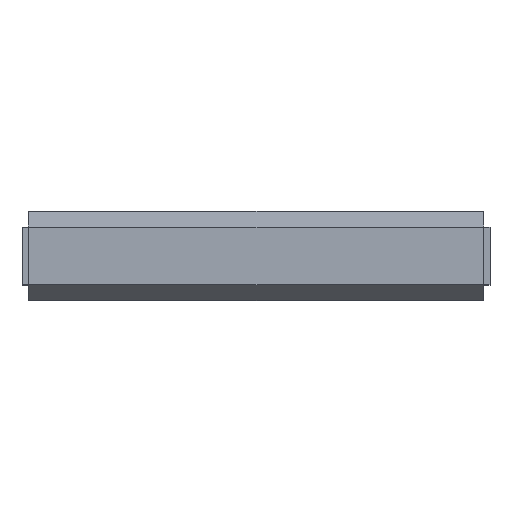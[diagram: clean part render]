
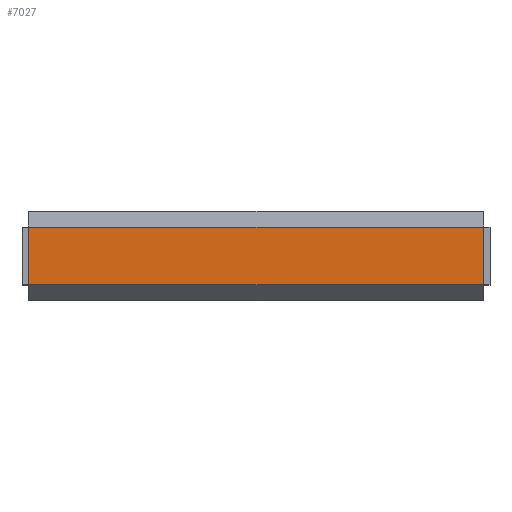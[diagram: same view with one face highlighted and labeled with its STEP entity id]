
A CAD part, top view. The second image highlights one B-rep face of the part: STEP entity #7027.
In plain terms, the highlighted planar face has unit normal (0, 0, 1).
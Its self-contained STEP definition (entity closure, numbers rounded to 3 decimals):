
#6927=AXIS2_PLACEMENT_3D('Plane Axis2P3D',#6924,#6925,#6926) ;
#6924=CARTESIAN_POINT('Axis2P3D Location',(13.9,2.3,23.022)) ;
#6929=CARTESIAN_POINT('Line Origine',(14.4,1.4,23.022)) ;
#6933=CARTESIAN_POINT('Vertex',(14.4,0.5,23.022)) ;
#6935=CARTESIAN_POINT('Vertex',(14.4,2.3,23.022)) ;
#6938=CARTESIAN_POINT('Line Origine',(14.15,2.3,23.022)) ;
#6942=CARTESIAN_POINT('Vertex',(13.9,2.3,23.022)) ;
#6945=CARTESIAN_POINT('Line Origine',(13.15,2.3,23.022)) ;
#6949=CARTESIAN_POINT('Vertex',(12.4,2.3,23.022)) ;
#6952=CARTESIAN_POINT('Line Origine',(7.3,2.3,23.022)) ;
#6956=CARTESIAN_POINT('Vertex',(2.2,2.3,23.022)) ;
#6959=CARTESIAN_POINT('Line Origine',(1.45,2.3,23.022)) ;
#6963=CARTESIAN_POINT('Vertex',(0.7,2.3,23.022)) ;
#6966=CARTESIAN_POINT('Line Origine',(0.45,2.3,23.022)) ;
#6970=CARTESIAN_POINT('Vertex',(0.2,2.3,23.022)) ;
#6973=CARTESIAN_POINT('Line Origine',(0.2,1.4,23.022)) ;
#6977=CARTESIAN_POINT('Vertex',(0.2,0.5,23.022)) ;
#6980=CARTESIAN_POINT('Line Origine',(0.45,0.5,23.022)) ;
#6984=CARTESIAN_POINT('Vertex',(0.7,0.5,23.022)) ;
#6987=CARTESIAN_POINT('Line Origine',(1.45,0.5,23.022)) ;
#6991=CARTESIAN_POINT('Vertex',(2.2,0.5,23.022)) ;
#6994=CARTESIAN_POINT('Line Origine',(7.3,0.5,23.022)) ;
#6998=CARTESIAN_POINT('Vertex',(12.4,0.5,23.022)) ;
#7001=CARTESIAN_POINT('Line Origine',(13.15,0.5,23.022)) ;
#7005=CARTESIAN_POINT('Vertex',(13.9,0.5,23.022)) ;
#7008=CARTESIAN_POINT('Line Origine',(14.15,0.5,23.022)) ;
#6925=DIRECTION('Axis2P3D Direction',(0.,0.,-1.)) ;
#6926=DIRECTION('Axis2P3D XDirection',(0.,-1.,0.)) ;
#6930=DIRECTION('Vector Direction',(0.,-1.,0.)) ;
#6939=DIRECTION('Vector Direction',(1.,0.,0.)) ;
#6946=DIRECTION('Vector Direction',(-1.,0.,0.)) ;
#6953=DIRECTION('Vector Direction',(1.,0.,0.)) ;
#6960=DIRECTION('Vector Direction',(1.,0.,0.)) ;
#6967=DIRECTION('Vector Direction',(-1.,0.,0.)) ;
#6974=DIRECTION('Vector Direction',(0.,-1.,0.)) ;
#6981=DIRECTION('Vector Direction',(-1.,0.,0.)) ;
#6988=DIRECTION('Vector Direction',(1.,0.,0.)) ;
#6995=DIRECTION('Vector Direction',(1.,0.,0.)) ;
#7002=DIRECTION('Vector Direction',(-1.,0.,0.)) ;
#7009=DIRECTION('Vector Direction',(1.,0.,0.)) ;
#6931=VECTOR('Line Direction',#6930,1.) ;
#6940=VECTOR('Line Direction',#6939,1.) ;
#6947=VECTOR('Line Direction',#6946,1.) ;
#6954=VECTOR('Line Direction',#6953,1.) ;
#6961=VECTOR('Line Direction',#6960,1.) ;
#6968=VECTOR('Line Direction',#6967,1.) ;
#6975=VECTOR('Line Direction',#6974,1.) ;
#6982=VECTOR('Line Direction',#6981,1.) ;
#6989=VECTOR('Line Direction',#6988,1.) ;
#6996=VECTOR('Line Direction',#6995,1.) ;
#7003=VECTOR('Line Direction',#7002,1.) ;
#7010=VECTOR('Line Direction',#7009,1.) ;
#7014=ORIENTED_EDGE('',*,*,#6937,.T.) ;
#7015=ORIENTED_EDGE('',*,*,#6944,.F.) ;
#7016=ORIENTED_EDGE('',*,*,#6951,.T.) ;
#7017=ORIENTED_EDGE('',*,*,#6958,.F.) ;
#7018=ORIENTED_EDGE('',*,*,#6965,.F.) ;
#7019=ORIENTED_EDGE('',*,*,#6972,.T.) ;
#7020=ORIENTED_EDGE('',*,*,#6979,.F.) ;
#7021=ORIENTED_EDGE('',*,*,#6986,.F.) ;
#7022=ORIENTED_EDGE('',*,*,#6993,.T.) ;
#7023=ORIENTED_EDGE('',*,*,#7000,.T.) ;
#7024=ORIENTED_EDGE('',*,*,#7007,.F.) ;
#7025=ORIENTED_EDGE('',*,*,#7012,.T.) ;
#7027=ADVANCED_FACE('Kunststoff',(#7026),#6928,.F.) ;
#6937=EDGE_CURVE('',#6934,#6936,#6932,.F.) ;
#6944=EDGE_CURVE('',#6943,#6936,#6941,.T.) ;
#6951=EDGE_CURVE('',#6943,#6950,#6948,.T.) ;
#6958=EDGE_CURVE('',#6957,#6950,#6955,.T.) ;
#6965=EDGE_CURVE('',#6964,#6957,#6962,.T.) ;
#6972=EDGE_CURVE('',#6964,#6971,#6969,.T.) ;
#6979=EDGE_CURVE('',#6978,#6971,#6976,.F.) ;
#6986=EDGE_CURVE('',#6985,#6978,#6983,.T.) ;
#6993=EDGE_CURVE('',#6985,#6992,#6990,.T.) ;
#7000=EDGE_CURVE('',#6992,#6999,#6997,.T.) ;
#7007=EDGE_CURVE('',#7006,#6999,#7004,.T.) ;
#7012=EDGE_CURVE('',#7006,#6934,#7011,.T.) ;
#7013=EDGE_LOOP('',(#7014,#7015,#7016,#7017,#7018,#7019,#7020,#7021,#7022,#7023,#7024,#7025)) ;
#7026=FACE_OUTER_BOUND('',#7013,.T.) ;
#6932=LINE('Line',#6929,#6931) ;
#6941=LINE('Line',#6938,#6940) ;
#6948=LINE('Line',#6945,#6947) ;
#6955=LINE('Line',#6952,#6954) ;
#6962=LINE('Line',#6959,#6961) ;
#6969=LINE('Line',#6966,#6968) ;
#6976=LINE('Line',#6973,#6975) ;
#6983=LINE('Line',#6980,#6982) ;
#6990=LINE('Line',#6987,#6989) ;
#6997=LINE('Line',#6994,#6996) ;
#7004=LINE('Line',#7001,#7003) ;
#7011=LINE('Line',#7008,#7010) ;
#6928=PLANE('',#6927) ;
#6934=VERTEX_POINT('',#6933) ;
#6936=VERTEX_POINT('',#6935) ;
#6943=VERTEX_POINT('',#6942) ;
#6950=VERTEX_POINT('',#6949) ;
#6957=VERTEX_POINT('',#6956) ;
#6964=VERTEX_POINT('',#6963) ;
#6971=VERTEX_POINT('',#6970) ;
#6978=VERTEX_POINT('',#6977) ;
#6985=VERTEX_POINT('',#6984) ;
#6992=VERTEX_POINT('',#6991) ;
#6999=VERTEX_POINT('',#6998) ;
#7006=VERTEX_POINT('',#7005) ;
